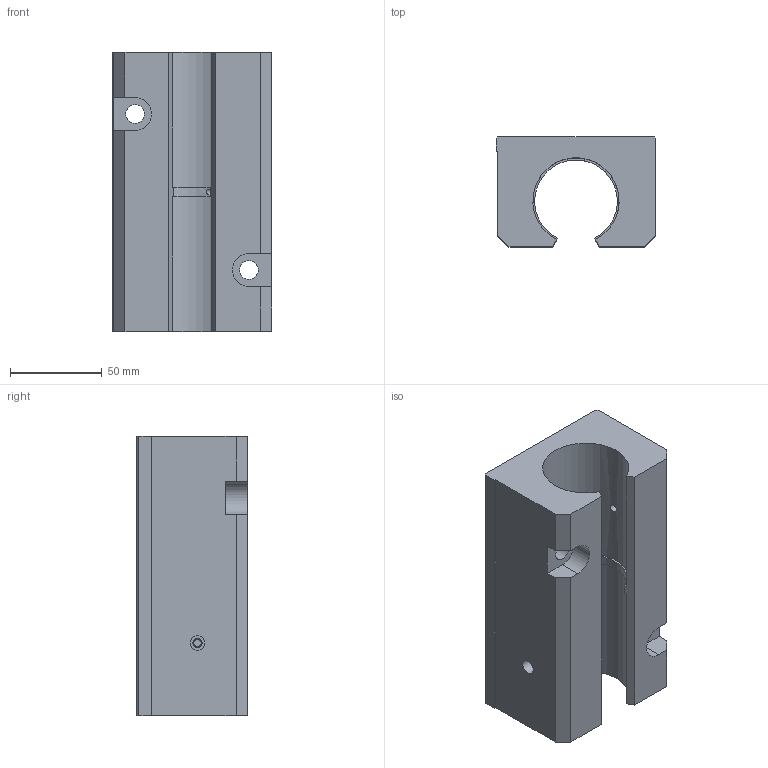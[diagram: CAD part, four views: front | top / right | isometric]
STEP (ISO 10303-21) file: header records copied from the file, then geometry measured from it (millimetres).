
FILE_DESCRIPTION( ( 'STEP AP214' ), '1' );
FILE_NAME( 'TAG-OP-30_2_14a.stp', ' ', ( ' ' ), ( ' ' ), 'PSStep 15.0.47', 'PARTsolutions', ' ' );
FILE_SCHEMA( ( 'AUTOMOTIVE_DESIGN { 1 0 10303 214 1 1 1 1 }' ) );
Length unit declared in the file: millimetre
Products named in the file (1): HI_TAG-OP-30
Bounding box: 87 x 60 x 152 mm (x, y, z)
Volume: 490389.4 mm3; surface area: 71853.1 mm2
Topology: 1 solids, 1 shells, 46 faces, 118 edges, 77 vertices
Faces by surface type: plane 28, cylinder 13, cone 5
Full cylindrical faces by diameter (mm): 4.134 x2, 4.3 x1, 6.647 x1, 8 x2, 10.106 x2
Entity records: 1894 total; most frequent: CARTESIAN_POINT 400, DIRECTION 224, ORIENTED_EDGE 210, EDGE_CURVE 105, VERTEX_POINT 77, AXIS2_PLACEMENT_3D 75, LINE 74, VECTOR 74
